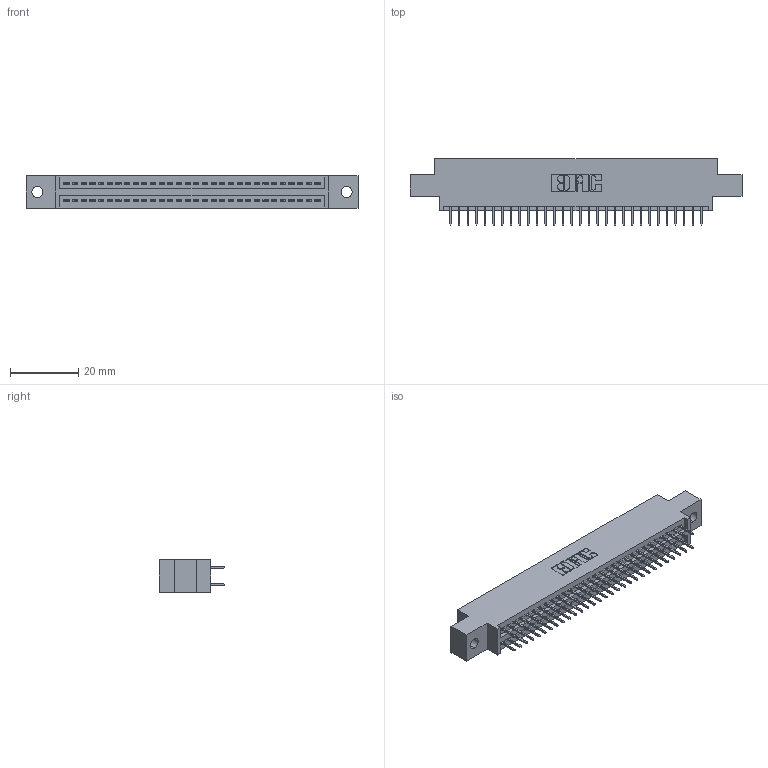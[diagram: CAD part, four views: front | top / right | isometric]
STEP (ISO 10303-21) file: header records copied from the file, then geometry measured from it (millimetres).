
FILE_DESCRIPTION (( 'STEP AP203' ), '1' );
FILE_NAME ('395-060-524-802.STEP', '2018-11-23T13:10:21', ( '' ), ( '' ), 'SwSTEP 2.0', 'SolidWorks 2016', '' );
FILE_SCHEMA (( 'CONFIG_CONTROL_DESIGN' ));
Length unit declared in the file: inch
Products named in the file (3): 395-060-524-802; 345-292-001_345-293-124; 345 Part_0.170 Offset - 0.128 Dia
Assembly tree (61 placements, depth 2):
  395-060-524-802
    345 Part_0.170 Offset - 0.128 Dia
    345-292-001_345-293-124  x60
Bounding box: 97.41 x 19.35 x 9.4 mm (x, y, z)
Volume: 9110.2 mm3; surface area: 12865 mm2
Topology: 61 solids, 61 shells, 3370 faces, 9533 edges, 6114 vertices
Faces by surface type: plane 2424, cylinder 946
Entity records: 25363 total; most frequent: CARTESIAN_POINT 4264, ORIENTED_EDGE 4198, DIRECTION 3775, EDGE_CURVE 2099, LINE 1851, VECTOR 1851, VERTEX_POINT 1394, AXIS2_PLACEMENT_3D 962
